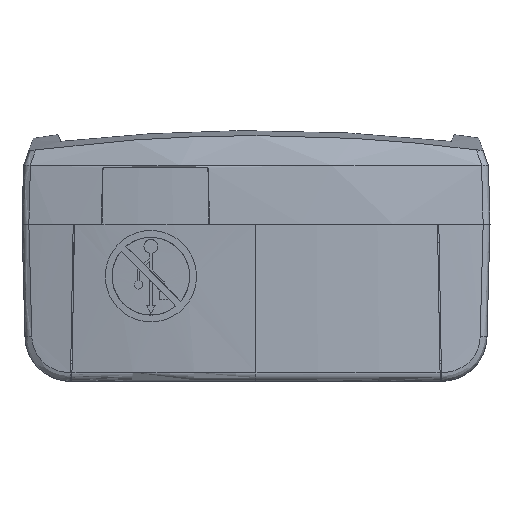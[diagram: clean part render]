
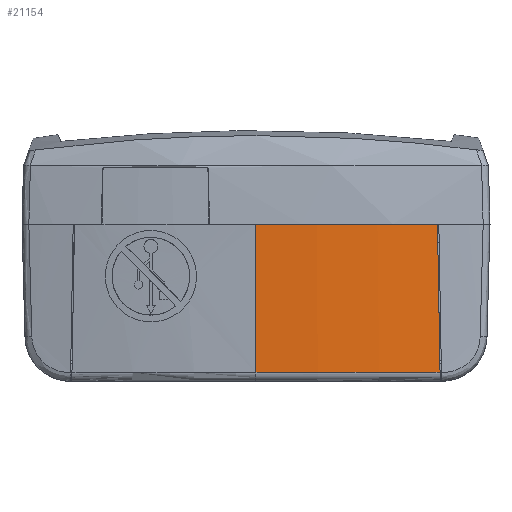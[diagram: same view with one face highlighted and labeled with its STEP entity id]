
A CAD part, front view. The second image highlights one B-rep face of the part: STEP entity #21154.
In plain terms, the highlighted conical face has half-angle 1.5 degrees and reference radius 99.948 mm.
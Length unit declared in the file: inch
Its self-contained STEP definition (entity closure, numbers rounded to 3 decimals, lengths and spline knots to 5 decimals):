
#2255 = CIRCLE ( 'NONE', #49420, 3.93495 ) ;
#2677 = CARTESIAN_POINT ( 'NONE',  ( 0.79265, -1.86858, -0.56009 ) ) ;
#3264 = VECTOR ( 'NONE', #52841, 39.37008 ) ;
#3531 = CARTESIAN_POINT ( 'NONE',  ( 0., -1.96632, 0.07874 ) ) ;
#7236 = CARTESIAN_POINT ( 'NONE',  ( 0.7815, -1.88794, 0.07874 ) ) ;
#7984 = EDGE_CURVE ( 'NONE', #60491, #11559, #2255, .T. ) ;
#11559 = VERTEX_POINT ( 'NONE', #3531 ) ;
#11807 = CARTESIAN_POINT ( 'NONE',  ( 0.78893, -1.87504, -0.34714 ) ) ;
#14567 = CARTESIAN_POINT ( 'NONE',  ( 0.79265, -1.86858, -0.56009 ) ) ;
#19827 = EDGE_LOOP ( 'NONE', ( #24447, #45105, #38063, #27521 ) ) ;
#19852 = CARTESIAN_POINT ( 'NONE',  ( 0., -1.96632, 0.07874 ) ) ;
#21154 = ADVANCED_FACE ( 'NONE', ( #48842 ), #56183, .T. ) ;
#23923 = CARTESIAN_POINT ( 'NONE',  ( 0., 1.96862, 0.07874 ) ) ;
#24447 = ORIENTED_EDGE ( 'NONE', *, *, #38306, .F. ) ;
#27521 = ORIENTED_EDGE ( 'NONE', *, *, #7984, .T. ) ;
#28675 = DIRECTION ( 'NONE',  ( 0., 0., -1. ) ) ;
#28871 = DIRECTION ( 'NONE',  ( 0., -1., 0. ) ) ;
#29479 = CARTESIAN_POINT ( 'NONE',  ( 0., 1.96862, 0.07874 ) ) ;
#36324 = CARTESIAN_POINT ( 'NONE',  ( 0.78521, -1.88149, -0.1342 ) ) ;
#38063 = ORIENTED_EDGE ( 'NONE', *, *, #49096, .F. ) ;
#38306 = EDGE_CURVE ( 'NONE', #54639, #11559, #46092, .T. ) ;
#38388 = CARTESIAN_POINT ( 'NONE',  ( 0., -1.94959, -0.56009 ) ) ;
#41930 = CARTESIAN_POINT ( 'NONE',  ( 0., 1.96862, -0.56009 ) ) ;
#45105 = ORIENTED_EDGE ( 'NONE', *, *, #53302, .F. ) ;
#46092 = LINE ( 'NONE', #19852, #3264 ) ;
#48842 = FACE_OUTER_BOUND ( 'NONE', #19827, .T. ) ;
#48981 = CIRCLE ( 'NONE', #49650, 3.91822 ) ;
#49096 = EDGE_CURVE ( 'NONE', #60491, #53077, #51878, .T. ) ;
#49420 = AXIS2_PLACEMENT_3D ( 'NONE', #23923, #28675, #52400 ) ;
#49650 = AXIS2_PLACEMENT_3D ( 'NONE', #41930, #50816, #51429 ) ;
#50816 = DIRECTION ( 'NONE',  ( 0., 0., -1. ) ) ;
#51429 = DIRECTION ( 'NONE',  ( 0., 1., 0. ) ) ;
#51878 = B_SPLINE_CURVE_WITH_KNOTS ( 'NONE', 3,
 ( #7236, #36324, #11807, #2677 ),
 .UNSPECIFIED., .F., .F.,
 ( 4, 4 ),
 ( 0., 0.01624 ),
 .UNSPECIFIED. ) ;
#52400 = DIRECTION ( 'NONE',  ( 0., -1., 0. ) ) ;
#52841 = DIRECTION ( 'NONE',  ( 0., -0.026, 1. ) ) ;
#53077 = VERTEX_POINT ( 'NONE', #14567 ) ;
#53302 = EDGE_CURVE ( 'NONE', #53077, #54639, #48981, .T. ) ;
#54639 = VERTEX_POINT ( 'NONE', #38388 ) ;
#56183 = CONICAL_SURFACE ( 'NONE', #56822, 3.93495, 0.026 ) ;
#56822 = AXIS2_PLACEMENT_3D ( 'NONE', #29479, #57363, #28871 ) ;
#57363 = DIRECTION ( 'NONE',  ( 0., 0., 1. ) ) ;
#59566 = CARTESIAN_POINT ( 'NONE',  ( 0.7815, -1.88794, 0.07874 ) ) ;
#60491 = VERTEX_POINT ( 'NONE', #59566 ) ;
